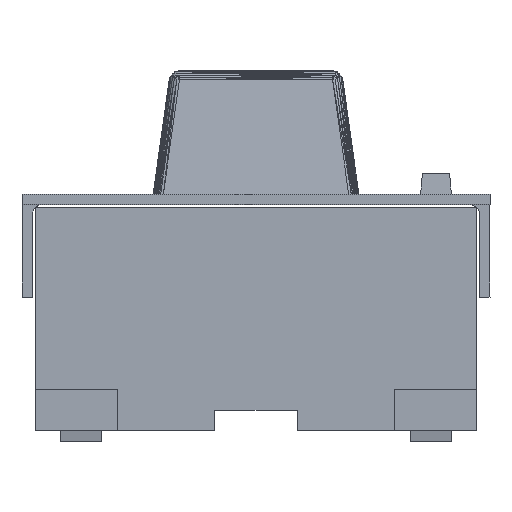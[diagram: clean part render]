
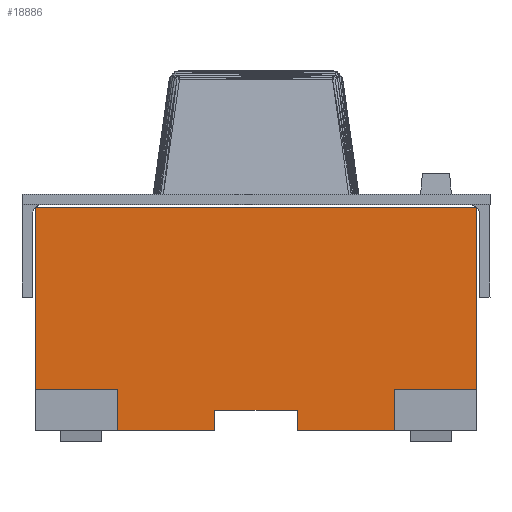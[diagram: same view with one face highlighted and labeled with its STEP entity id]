
A CAD part, top view. The second image highlights one B-rep face of the part: STEP entity #18886.
In plain terms, the highlighted planar face has unit normal (0, 0, 1).
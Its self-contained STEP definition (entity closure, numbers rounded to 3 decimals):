
#26=FACE_OUTER_BOUND('',#1675,.T.);
#1675=EDGE_LOOP('',(#12074,#12075,#12076,#12077,#12078,#12079,#12080,#12081,
#12082,#12083,#12084,#12085));
#3337=LINE('',#28127,#5930);
#3341=LINE('',#28134,#5934);
#3344=LINE('',#28140,#5937);
#3345=LINE('',#28143,#5938);
#3346=LINE('',#28145,#5939);
#3347=LINE('',#28147,#5940);
#3348=LINE('',#28149,#5941);
#3349=LINE('',#28151,#5942);
#3350=LINE('',#28153,#5943);
#3351=LINE('',#28155,#5944);
#3352=LINE('',#28157,#5945);
#3353=LINE('',#28158,#5946);
#5930=VECTOR('',#22222,1.);
#5934=VECTOR('',#22228,1.);
#5937=VECTOR('',#22233,10.);
#5938=VECTOR('',#22236,10.);
#5939=VECTOR('',#22237,1.);
#5940=VECTOR('',#22238,10.);
#5941=VECTOR('',#22239,10.);
#5942=VECTOR('',#22240,1.);
#5943=VECTOR('',#22241,1.);
#5944=VECTOR('',#22242,1.);
#5945=VECTOR('',#22243,10.);
#5946=VECTOR('',#22244,10.);
#8521=VERTEX_POINT('',#28124);
#8522=VERTEX_POINT('',#28126);
#8524=VERTEX_POINT('',#28132);
#8526=VERTEX_POINT('',#28138);
#8527=VERTEX_POINT('',#28142);
#8528=VERTEX_POINT('',#28144);
#8529=VERTEX_POINT('',#28146);
#8530=VERTEX_POINT('',#28148);
#8531=VERTEX_POINT('',#28150);
#8532=VERTEX_POINT('',#28152);
#8533=VERTEX_POINT('',#28154);
#8534=VERTEX_POINT('',#28156);
#9469=EDGE_CURVE('',#8522,#8521,#3337,.T.);
#9473=EDGE_CURVE('',#8521,#8524,#3341,.T.);
#9476=EDGE_CURVE('',#8526,#8524,#3344,.T.);
#9477=EDGE_CURVE('',#8526,#8527,#3345,.T.);
#9478=EDGE_CURVE('',#8527,#8528,#3346,.T.);
#9479=EDGE_CURVE('',#8529,#8528,#3347,.T.);
#9480=EDGE_CURVE('',#8530,#8529,#3348,.T.);
#9481=EDGE_CURVE('',#8531,#8530,#3349,.T.);
#9482=EDGE_CURVE('',#8532,#8531,#3350,.T.);
#9483=EDGE_CURVE('',#8532,#8533,#3351,.T.);
#9484=EDGE_CURVE('',#8534,#8533,#3352,.T.);
#9485=EDGE_CURVE('',#8522,#8534,#3353,.T.);
#12074=ORIENTED_EDGE('',*,*,#9476,.F.);
#12075=ORIENTED_EDGE('',*,*,#9477,.T.);
#12076=ORIENTED_EDGE('',*,*,#9478,.T.);
#12077=ORIENTED_EDGE('',*,*,#9479,.F.);
#12078=ORIENTED_EDGE('',*,*,#9480,.F.);
#12079=ORIENTED_EDGE('',*,*,#9481,.F.);
#12080=ORIENTED_EDGE('',*,*,#9482,.F.);
#12081=ORIENTED_EDGE('',*,*,#9483,.T.);
#12082=ORIENTED_EDGE('',*,*,#9484,.F.);
#12083=ORIENTED_EDGE('',*,*,#9485,.F.);
#12084=ORIENTED_EDGE('',*,*,#9469,.T.);
#12085=ORIENTED_EDGE('',*,*,#9473,.T.);
#17237=PLANE('',#20550);
#18886=ADVANCED_FACE('',(#26),#17237,.T.);
#20550=AXIS2_PLACEMENT_3D('',#28141,#22234,#22235);
#22222=DIRECTION('',(0.,1.,0.));
#22228=DIRECTION('',(1.,0.,0.));
#22233=DIRECTION('',(0.,1.,0.));
#22234=DIRECTION('center_axis',(0.,0.,1.));
#22235=DIRECTION('ref_axis',(1.,0.,0.));
#22236=DIRECTION('',(1.,0.,0.));
#22237=DIRECTION('',(0.,1.,0.));
#22238=DIRECTION('',(-1.,0.,0.));
#22239=DIRECTION('',(0.,-1.,0.));
#22240=DIRECTION('',(1.,0.,0.));
#22241=DIRECTION('',(0.,1.,0.));
#22242=DIRECTION('',(1.,0.,0.));
#22243=DIRECTION('',(0.,1.,0.));
#22244=DIRECTION('',(-1.,0.,0.));
#28124=CARTESIAN_POINT('',(-0.347,-1.032,1.884));
#28126=CARTESIAN_POINT('',(-0.347,-1.239,1.884));
#28127=CARTESIAN_POINT('',(-0.347,-1.239,1.884));
#28132=CARTESIAN_POINT('',(0.482,-1.032,1.884));
#28134=CARTESIAN_POINT('',(-0.347,-1.032,1.884));
#28138=CARTESIAN_POINT('',(0.482,-1.239,1.884));
#28140=CARTESIAN_POINT('',(0.482,-0.304,1.884));
#28141=CARTESIAN_POINT('Origin',(0.254,0.479,1.884));
#28142=CARTESIAN_POINT('',(1.461,-1.239,1.884));
#28143=CARTESIAN_POINT('',(0.654,-1.239,1.884));
#28144=CARTESIAN_POINT('',(1.461,-0.825,1.884));
#28145=CARTESIAN_POINT('',(1.461,-1.239,1.884));
#28146=CARTESIAN_POINT('',(2.289,-0.825,1.884));
#28147=CARTESIAN_POINT('',(1.025,-0.825,1.884));
#28148=CARTESIAN_POINT('',(2.289,1.008,1.884));
#28149=CARTESIAN_POINT('',(2.289,0.242,1.884));
#28150=CARTESIAN_POINT('',(-2.154,1.008,1.884));
#28151=CARTESIAN_POINT('',(-2.154,1.008,1.884));
#28152=CARTESIAN_POINT('',(-2.154,-0.825,1.884));
#28153=CARTESIAN_POINT('',(-2.154,-0.825,1.884));
#28154=CARTESIAN_POINT('',(-1.326,-0.825,1.884));
#28155=CARTESIAN_POINT('',(-2.154,-0.825,1.884));
#28156=CARTESIAN_POINT('',(-1.326,-1.239,1.884));
#28157=CARTESIAN_POINT('',(-1.326,-0.307,1.884));
#28158=CARTESIAN_POINT('',(-0.922,-1.239,1.884));
